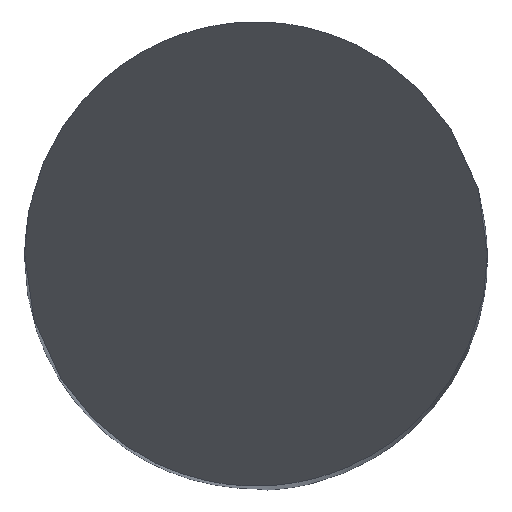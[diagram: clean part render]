
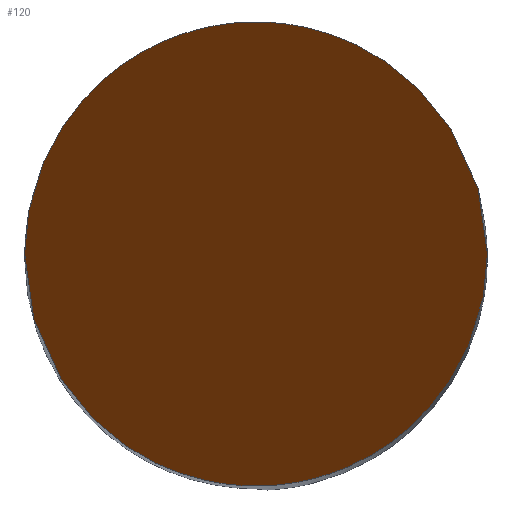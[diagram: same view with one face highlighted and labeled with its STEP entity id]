
A CAD part, top view. The second image highlights one B-rep face of the part: STEP entity #120.
In plain terms, the highlighted planar face has unit normal (0, -0.866, 0.5).
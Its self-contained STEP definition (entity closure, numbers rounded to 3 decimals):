
#54=PLANE('',#535);
#120=ADVANCED_FACE('',(#149),#54,.T.);
#149=FACE_OUTER_BOUND('',#176,.T.);
#176=EDGE_LOOP('',(#277,#278));
#277=ORIENTED_EDGE('',*,*,#436,.T.);
#278=ORIENTED_EDGE('',*,*,#401,.T.);
#357=VERTEX_POINT('',#703);
#358=VERTEX_POINT('',#704);
#401=EDGE_CURVE('',#357,#358,#481,.T.);
#436=EDGE_CURVE('',#358,#357,#487,.T.);
#481=(
BOUNDED_CURVE()
B_SPLINE_CURVE(3,(#699,#700,#701,#702),.UNSPECIFIED.,.F.,.F.)
B_SPLINE_CURVE_WITH_KNOTS((4,4),(0.,1.),.UNSPECIFIED.)
CURVE()
GEOMETRIC_REPRESENTATION_ITEM()
RATIONAL_B_SPLINE_CURVE((1.,0.333,0.333,1.))
REPRESENTATION_ITEM('')
);
#487=(
BOUNDED_CURVE()
B_SPLINE_CURVE(3,(#895,#896,#897,#898),.UNSPECIFIED.,.F.,.F.)
B_SPLINE_CURVE_WITH_KNOTS((4,4),(0.,1.),.UNSPECIFIED.)
CURVE()
GEOMETRIC_REPRESENTATION_ITEM()
RATIONAL_B_SPLINE_CURVE((1.,0.333,0.333,1.))
REPRESENTATION_ITEM('')
);
#535=AXIS2_PLACEMENT_3D('',#958,#596,#597);
#596=DIRECTION('',(0.,-0.866,0.5));
#597=DIRECTION('',(0.,-0.5,-0.866));
#699=CARTESIAN_POINT('',(2.5,0.,0.));
#700=CARTESIAN_POINT('',(2.5,5.,8.66));
#701=CARTESIAN_POINT('',(-2.5,5.,8.66));
#702=CARTESIAN_POINT('',(-2.5,0.,0.));
#703=CARTESIAN_POINT('',(2.5,0.,0.));
#704=CARTESIAN_POINT('',(-2.5,0.,0.));
#895=CARTESIAN_POINT('',(-2.5,0.,0.));
#896=CARTESIAN_POINT('',(-2.5,-5.,-8.66));
#897=CARTESIAN_POINT('',(2.5,-5.,-8.66));
#898=CARTESIAN_POINT('',(2.5,0.,0.));
#958=CARTESIAN_POINT('',(-49.699,2.5,4.33));
